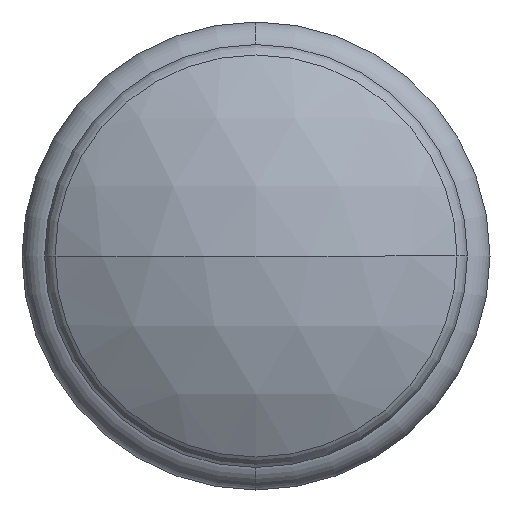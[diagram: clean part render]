
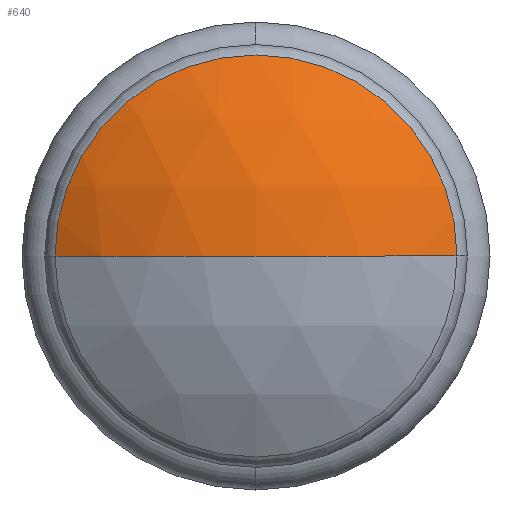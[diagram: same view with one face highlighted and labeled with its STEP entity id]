
A CAD part, left-side view. The second image highlights one B-rep face of the part: STEP entity #640.
In plain terms, the highlighted spherical face has radius 4.454 mm.
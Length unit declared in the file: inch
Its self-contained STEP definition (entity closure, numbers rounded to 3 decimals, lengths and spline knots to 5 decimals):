
#21 = EDGE_LOOP ( 'NONE', ( #1996, #1833, #1149 ) ) ;
#29 = CARTESIAN_POINT ( 'NONE',  ( -0.14932, 0.09193, 0. ) ) ;
#79 = VERTEX_POINT ( 'NONE', #1369 ) ;
#129 = EDGE_CURVE ( 'NONE', #79, #826, #663, .T. ) ;
#278 = EDGE_CURVE ( 'NONE', #79, #345, #448, .T. ) ;
#345 = VERTEX_POINT ( 'NONE', #29 ) ;
#417 = DIRECTION ( 'NONE',  ( 0., -1., 0. ) ) ;
#448 = CIRCLE ( 'NONE', #1477, 0.17535 ) ;
#493 = CARTESIAN_POINT ( 'NONE',  ( -0.14932, 0., 0. ) ) ;
#567 = DIRECTION ( 'NONE',  ( 0., 0., -1. ) ) ;
#572 = AXIS2_PLACEMENT_3D ( 'NONE', #1510, #1349, #868 ) ;
#592 = CARTESIAN_POINT ( 'NONE',  ( -0.14932, -0.09193, 0. ) ) ;
#640 = ADVANCED_FACE ( 'NONE', ( #1035 ), #678, .T. ) ;
#663 = CIRCLE ( 'NONE', #1904, 0.17535 ) ;
#678 = SPHERICAL_SURFACE ( 'NONE', #572, 0.17535 ) ;
#701 = CIRCLE ( 'NONE', #922, 0.09193 ) ;
#740 = DIRECTION ( 'NONE',  ( -1., 0., 0. ) ) ;
#756 = CARTESIAN_POINT ( 'NONE',  ( 0., 0., 0. ) ) ;
#826 = VERTEX_POINT ( 'NONE', #592 ) ;
#857 = DIRECTION ( 'NONE',  ( 0., 0., 1. ) ) ;
#863 = CARTESIAN_POINT ( 'NONE',  ( 0., 0., 0. ) ) ;
#868 = DIRECTION ( 'NONE',  ( 0., 1., 0. ) ) ;
#922 = AXIS2_PLACEMENT_3D ( 'NONE', #493, #1420, #1880 ) ;
#1035 = FACE_OUTER_BOUND ( 'NONE', #21, .T. ) ;
#1149 = ORIENTED_EDGE ( 'NONE', *, *, #1220, .F. ) ;
#1220 = EDGE_CURVE ( 'NONE', #345, #826, #701, .T. ) ;
#1349 = DIRECTION ( 'NONE',  ( 0., 0., 1. ) ) ;
#1369 = CARTESIAN_POINT ( 'NONE',  ( -0.17535, 0., 0. ) ) ;
#1420 = DIRECTION ( 'NONE',  ( 1., 0., 0. ) ) ;
#1477 = AXIS2_PLACEMENT_3D ( 'NONE', #756, #567, #740 ) ;
#1510 = CARTESIAN_POINT ( 'NONE',  ( 0., 0., 0. ) ) ;
#1833 = ORIENTED_EDGE ( 'NONE', *, *, #129, .T. ) ;
#1880 = DIRECTION ( 'NONE',  ( 0., 1., 0. ) ) ;
#1904 = AXIS2_PLACEMENT_3D ( 'NONE', #863, #857, #417 ) ;
#1996 = ORIENTED_EDGE ( 'NONE', *, *, #278, .F. ) ;
